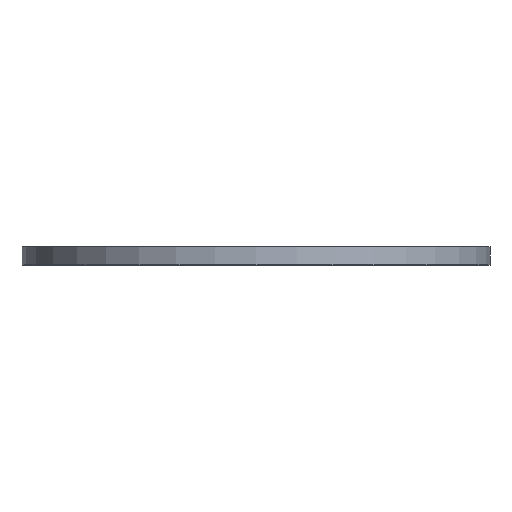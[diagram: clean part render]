
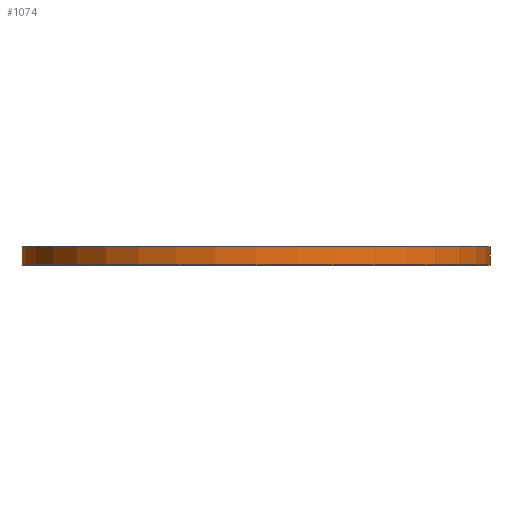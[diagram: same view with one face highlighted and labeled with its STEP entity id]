
A CAD part, top view. The second image highlights one B-rep face of the part: STEP entity #1074.
In plain terms, the highlighted cylindrical face has radius 812.8 mm (diameter 1625.6 mm), a full revolution.
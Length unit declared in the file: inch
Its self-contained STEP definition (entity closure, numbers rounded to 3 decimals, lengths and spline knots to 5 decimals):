
#152=FACE_OUTER_BOUND('',#200,.T.);
#200=EDGE_LOOP('',(#887,#888,#889,#890));
#338=LINE('',#1842,#384);
#384=VECTOR('',#1560,32.);
#475=CIRCLE('',#1235,32.);
#476=CIRCLE('',#1236,32.);
#567=VERTEX_POINT('',#1839);
#568=VERTEX_POINT('',#1841);
#704=EDGE_CURVE('',#567,#567,#475,.T.);
#705=EDGE_CURVE('',#567,#568,#338,.T.);
#706=EDGE_CURVE('',#568,#568,#476,.T.);
#887=ORIENTED_EDGE('',*,*,#704,.F.);
#888=ORIENTED_EDGE('',*,*,#705,.T.);
#889=ORIENTED_EDGE('',*,*,#706,.T.);
#890=ORIENTED_EDGE('',*,*,#705,.F.);
#1028=CYLINDRICAL_SURFACE('',#1234,32.);
#1074=ADVANCED_FACE('',(#152),#1028,.T.);
#1234=AXIS2_PLACEMENT_3D('',#1838,#1556,#1557);
#1235=AXIS2_PLACEMENT_3D('',#1840,#1558,#1559);
#1236=AXIS2_PLACEMENT_3D('',#1843,#1561,#1562);
#1556=DIRECTION('center_axis',(0.,1.,0.));
#1557=DIRECTION('ref_axis',(-1.,0.,0.));
#1558=DIRECTION('center_axis',(0.,1.,0.));
#1559=DIRECTION('ref_axis',(-1.,0.,0.));
#1560=DIRECTION('',(0.,-1.,0.));
#1561=DIRECTION('center_axis',(0.,1.,0.));
#1562=DIRECTION('ref_axis',(-1.,0.,0.));
#1838=CARTESIAN_POINT('Origin',(0.,0.,0.));
#1839=CARTESIAN_POINT('',(32.,2.468,0.));
#1840=CARTESIAN_POINT('Origin',(0.,2.468,0.));
#1841=CARTESIAN_POINT('',(32.,0.,0.));
#1842=CARTESIAN_POINT('',(32.,0.,0.));
#1843=CARTESIAN_POINT('Origin',(0.,0.,0.));
